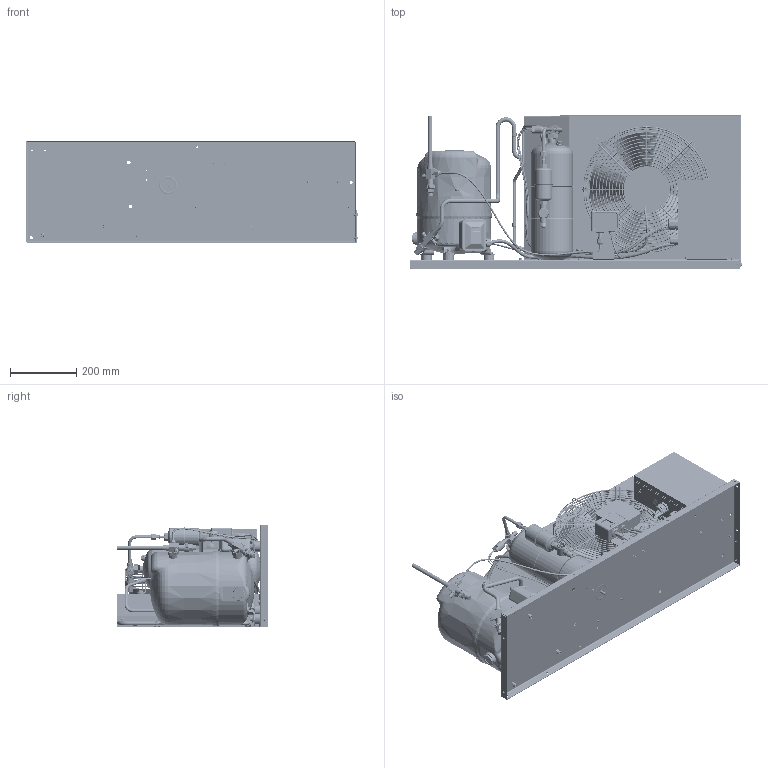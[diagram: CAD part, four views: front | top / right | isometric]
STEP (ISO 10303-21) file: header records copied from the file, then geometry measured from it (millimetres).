
FILE_DESCRIPTION((''),'2;1');
FILE_NAME('115N0269_ASM','2023-11-23T07:43:21',('U407954'),('DANFOSS COMMERCIAL COMPRESSOR'),'CREO PARAMETRIC BY PTC INC, 2022124','CREO PARAMETRIC BY PTC INC, 2022124','');
FILE_SCHEMA(('CONFIG_CONTROL_DESIGN'));
Length unit declared in the file: millimetre
Products named in the file (88): 193U3025; 193U5076; 193U3025_ASM; MT18-28-1VM; 6804501V06_; 193U3032P01; 193U5105; 193U3032P01_ASM; 193U3032P02; 193U3032P00_ASM; 021Z0642; FILLET1_WG2; BOSS-EXTRUDE10_WG2; 119-8253_FAN_MOTOR_ASM; 119-8253_FAN_BLADE; CIRPATTERN7_3__WG2; CIRPATTERN7_2__WG2; REVOLVE1_12__WG2; CIRPATTERN8_1__WG2; CIRPATTERN8_3__WG2; LPATTERN2_5__WG2; REVOLVE1_8__WG2; REVOLVE1_7__WG2; REVOLVE1_4__WG2; SWEEP1_WG2; REVOLVE1_6__WG2; REVOLVE2_WG2; LPATTERN2_3__WG2; REVOLVE1_1__WG2; REVOLVE1_5__WG2; LPATTERN2_2__WG2; SWEEP3_WG2; REVOLVE1_10__WG2; CIRPATTERN8_2__WG2; CIRPATTERN7_1__WG2; LPATTERN2_1__WG2; REVOLVE1_3__WG2; LPATTERN2_4__WG2; REVOLVE1_11__WG2; REVOLVE1_2__WG2 ...
Assembly tree (123 placements, depth 5):
  115N0269_ASM
    193U3025_ASM
      193U3025
      193U5076  x3
    MT18-28-1VM
    6804501V06_  x2
    193U3032P00_ASM
      193U3032P01_ASM
        193U3032P01
        193U5105  x4
      193U3032P02
    021Z0642
    119-8253_ASM
      119-8253_1_ASM
        119-8253_FAN_MOTOR_ASM
          FILLET1_WG2
          BOSS-EXTRUDE10_WG2
        119-8253_FAN_BLADE
        119-8253_FAN_GRILL_ASM
          CIRPATTERN7_3__WG2
          CIRPATTERN7_2__WG2
          REVOLVE1_12__WG2
          CIRPATTERN8_1__WG2
          CIRPATTERN8_3__WG2
          LPATTERN2_5__WG2
          REVOLVE1_8__WG2
          REVOLVE1_7__WG2
          REVOLVE1_4__WG2
          SWEEP1_WG2
          REVOLVE1_6__WG2
          REVOLVE2_WG2
          LPATTERN2_3__WG2
          REVOLVE1_1__WG2
          REVOLVE1_5__WG2
          LPATTERN2_2__WG2
          SWEEP3_WG2
          REVOLVE1_10__WG2
          CIRPATTERN8_2__WG2
          CIRPATTERN7_1__WG2
          LPATTERN2_1__WG2
          REVOLVE1_3__WG2
          LPATTERN2_4__WG2
          REVOLVE1_11__WG2
          REVOLVE1_2__WG2
          REVOLVE1_9__WG2
    060-105667
    060-509466
    118U600908
    6804500V01
    191U160327
    191U165027
    023Z8040
    014L0100
    191U1502
    191U163327
    193U3028
    191U035007_ASM
      SEX231_STECK_BOTTON_AF0
      PG21
      CAP16
Bounding box: 1004.75 x 462.9 x 311.5 mm (x, y, z)
Volume: 6776152.4 mm3; surface area: 4563006.8 mm2
Topology: 128 solids, 137 shells, 8900 faces, 23103 edges, 14757 vertices
Faces by surface type: plane 3877, cylinder 2461, bspline 988, cone 566, torus 517, extrusion 337, sphere 152, revolution 2
Entity records: 254460 total; most frequent: CARTESIAN_POINT 91254, ORIENTED_EDGE 34302, DIRECTION 32371, EDGE_CURVE 17165, AXIS2_PLACEMENT_3D 11239, VERTEX_POINT 10920, VECTOR 9891, LINE 9602
